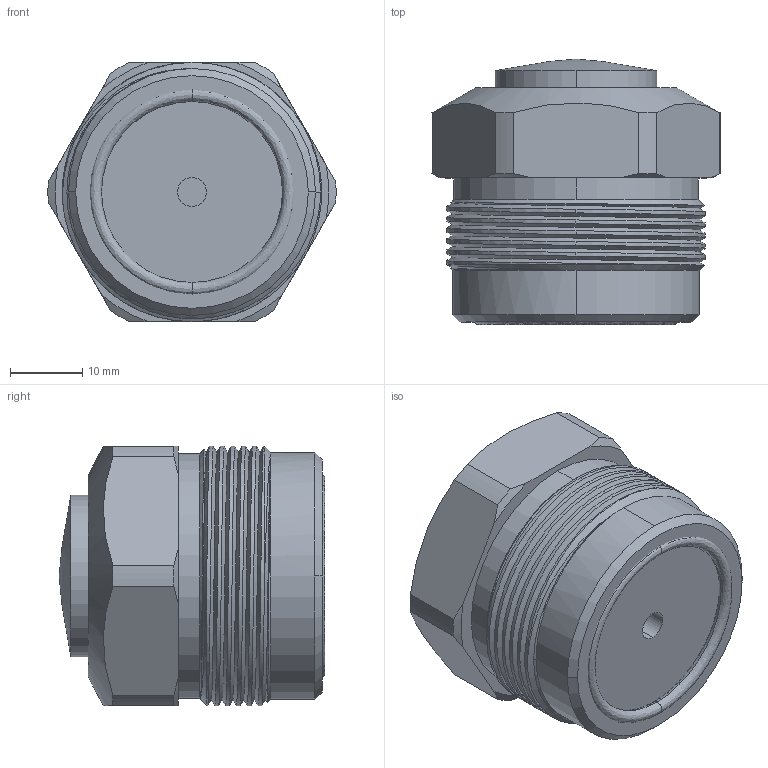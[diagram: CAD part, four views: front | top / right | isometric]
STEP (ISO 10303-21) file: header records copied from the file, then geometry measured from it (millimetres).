
FILE_DESCRIPTION (( 'STEP AP214' ), '1' );
FILE_NAME ('CTC-P036R-05.STEP', '2020-10-28T02:01:26', ( 'PC' ), ( '' ), 'SwSTEP 2.0', 'SolidWorks 2016', '' );
FILE_SCHEMA (( 'AUTOMOTIVE_DESIGN' ));
Length unit declared in the file: millimetre
Products named in the file (3): CTC-P036R-05; AS568-022
Assembly tree (2 placements, depth 2):
  CTC-P036R-05
    AS568-022
    CTC-P036R-05
Bounding box: 39.99 x 36.88 x 36 mm (x, y, z)
Volume: 32696.8 mm3; surface area: 7212.9 mm2
Topology: 2 solids, 2 shells, 63 faces, 164 edges, 108 vertices
Faces by surface type: cylinder 29, cone 15, plane 11, bspline 8
Entity records: 5110 total; most frequent: CARTESIAN_POINT 3556, ORIENTED_EDGE 328, DIRECTION 290, EDGE_CURVE 164, AXIS2_PLACEMENT_3D 121, VERTEX_POINT 108, EDGE_LOOP 68, ADVANCED_FACE 63
